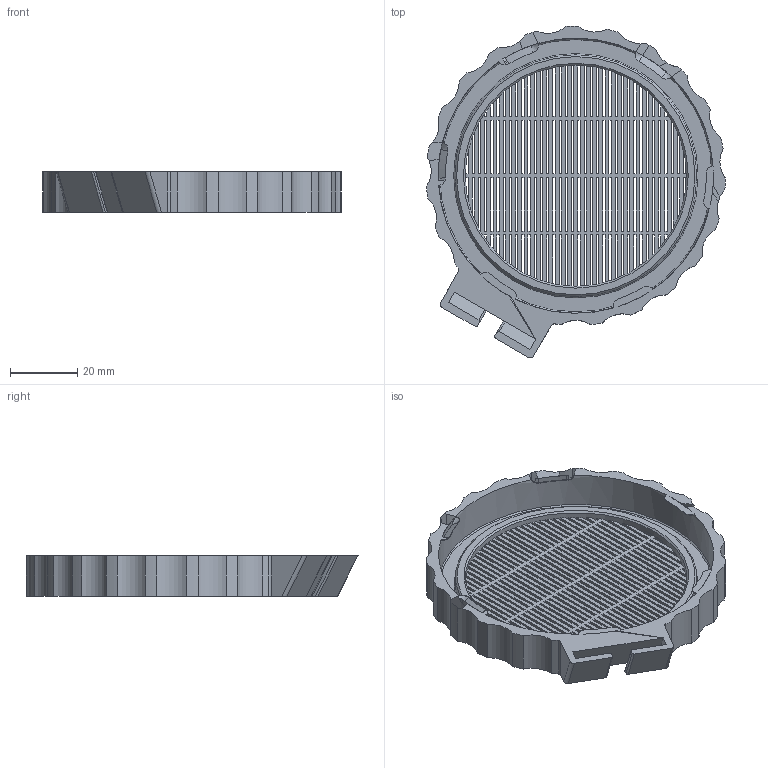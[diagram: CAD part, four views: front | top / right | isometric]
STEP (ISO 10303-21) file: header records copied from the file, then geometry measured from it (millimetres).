
FILE_DESCRIPTION(('FreeCAD Model'),'2;1');
FILE_NAME('Open CASCADE Shape Model','2024-01-22T19:33:32',(''),(''), 'Open CASCADE STEP processor 7.7','FreeCAD','Unknown');
FILE_SCHEMA(('AUTOMOTIVE_DESIGN { 1 0 10303 214 1 1 1 1 }'));
Length unit declared in the file: millimetre
Products named in the file (1): rim
Bounding box: 89.09 x 98.93 x 12.2 mm (x, y, z)
Volume: 21167.4 mm3; surface area: 28793.6 mm2
Topology: 2 solids, 2 shells, 659 faces, 1965 edges, 1294 vertices
Faces by surface type: plane 489, cylinder 148, cone 22
Full cylindrical faces by diameter (mm): 66 x1, 72 x1, 82 x1
Entity records: 48105 total; most frequent: CARTESIAN_POINT 8680, DIRECTION 7378, LINE 5207, VECTOR 5207, ORIENTED_EDGE 3906, PCURVE 3906, DEFINITIONAL_REPRESENTATION 3906, EDGE_CURVE 1953
